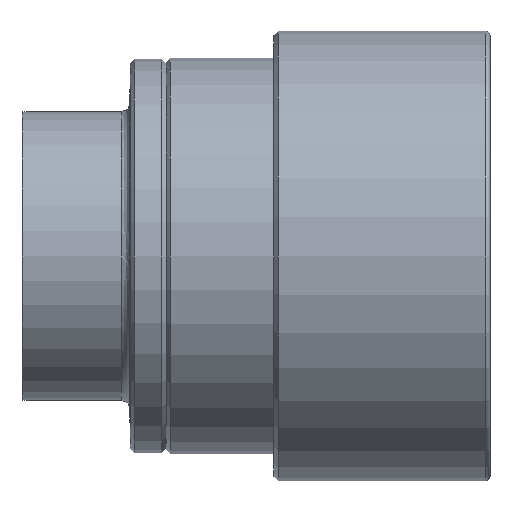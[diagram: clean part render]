
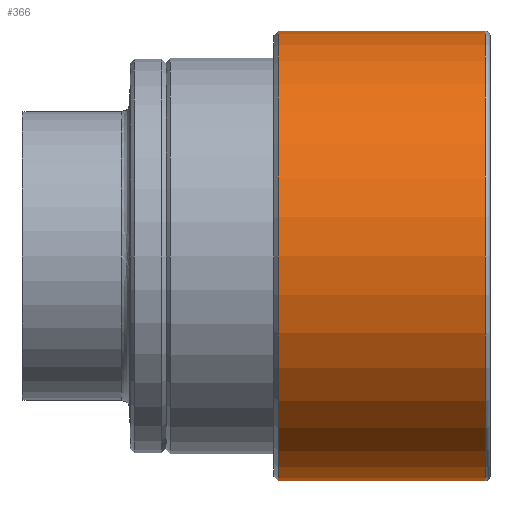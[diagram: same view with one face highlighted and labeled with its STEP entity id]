
A CAD part, front view. The second image highlights one B-rep face of the part: STEP entity #366.
In plain terms, the highlighted cylindrical face has radius 39.688 mm (diameter 79.375 mm), a full revolution.
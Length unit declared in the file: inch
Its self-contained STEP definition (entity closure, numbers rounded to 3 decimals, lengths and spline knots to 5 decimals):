
#124=CARTESIAN_POINT('',(11.32381,7.09583,0.));
#125=VERTEX_POINT('',#124);
#126=CARTESIAN_POINT('',(11.99881,7.09583,0.));
#127=VERTEX_POINT('',#126);
#128=CARTESIAN_POINT('',(11.32381,7.09583,0.));
#129=CARTESIAN_POINT('',(11.32381,7.09583,-0.0425));
#130=CARTESIAN_POINT('',(11.33239,7.09392,-0.08773));
#131=CARTESIAN_POINT('',(11.36703,7.08703,-0.17071));
#132=CARTESIAN_POINT('',(11.39309,7.08215,-0.20847));
#133=CARTESIAN_POINT('',(11.45297,7.07297,-0.26795));
#134=CARTESIAN_POINT('',(11.4908,7.06807,-0.29371));
#135=CARTESIAN_POINT('',(11.57377,7.06113,-0.32791));
#136=CARTESIAN_POINT('',(11.61892,7.05919,-0.33636));
#137=CARTESIAN_POINT('',(11.70375,7.05919,-0.33636));
#138=CARTESIAN_POINT('',(11.74893,7.06113,-0.3279));
#139=CARTESIAN_POINT('',(11.83196,7.06809,-0.29364));
#140=CARTESIAN_POINT('',(11.86981,7.07299,-0.26784));
#141=CARTESIAN_POINT('',(11.92965,7.08217,-0.20832));
#142=CARTESIAN_POINT('',(11.95567,7.08704,-0.17057));
#143=CARTESIAN_POINT('',(11.99025,7.09392,-0.08765));
#144=CARTESIAN_POINT('',(11.99881,7.09583,-0.04246));
#145=CARTESIAN_POINT('',(11.99881,7.09583,0.));
#146=B_SPLINE_CURVE_WITH_KNOTS('',3,(#128,#129,#130,#131,#132,#133,#134,#135,#136,#137,#138,#139,#140,#141,#142,#143,#144,#145),.UNSPECIFIED.,.F.,.U.,(4,2,2,2,2,2,2,2,4),(0.50938,0.63689,0.76439,0.89158,1.01877,1.14607,1.27337,1.40076,1.52815),.UNSPECIFIED.);
#147=EDGE_CURVE('',#125,#127,#146,.T.);
#149=CARTESIAN_POINT('',(11.99881,7.09583,0.));
#150=CARTESIAN_POINT('',(11.99881,7.09583,0.04246));
#151=CARTESIAN_POINT('',(11.99025,7.09392,0.08765));
#152=CARTESIAN_POINT('',(11.95567,7.08704,0.17057));
#153=CARTESIAN_POINT('',(11.92965,7.08217,0.20832));
#154=CARTESIAN_POINT('',(11.86981,7.07299,0.26784));
#155=CARTESIAN_POINT('',(11.83196,7.06809,0.29364));
#156=CARTESIAN_POINT('',(11.74893,7.06113,0.3279));
#157=CARTESIAN_POINT('',(11.70375,7.05919,0.33636));
#158=CARTESIAN_POINT('',(11.66131,7.05919,0.33636));
#159=CARTESIAN_POINT('',(11.61892,7.05919,0.33636));
#160=CARTESIAN_POINT('',(11.57377,7.06113,0.32791));
#161=CARTESIAN_POINT('',(11.4908,7.06807,0.29371));
#162=CARTESIAN_POINT('',(11.45297,7.07297,0.26795));
#163=CARTESIAN_POINT('',(11.39309,7.08215,0.20847));
#164=CARTESIAN_POINT('',(11.36703,7.08703,0.17071));
#165=CARTESIAN_POINT('',(11.33239,7.09392,0.08773));
#166=CARTESIAN_POINT('',(11.32381,7.09583,0.0425));
#167=CARTESIAN_POINT('',(11.32381,7.09583,0.));
#168=B_SPLINE_CURVE_WITH_KNOTS('',3,(#149,#150,#151,#152,#153,#154,#155,#156,#157,#158,#159,#160,#161,#162,#163,#164,#165,#166,#167),.UNSPECIFIED.,.F.,.U.,(4,2,2,2,3,2,2,2,4),(1.52815,1.65555,1.78294,1.91024,2.03754,2.16473,2.29191,2.41942,2.54692),.UNSPECIFIED.);
#169=EDGE_CURVE('',#127,#125,#168,.T.);
#328=CARTESIAN_POINT('',(11.25381,3.97083,0.));
#329=VERTEX_POINT('',#328);
#330=CARTESIAN_POINT('',(11.25381,5.53333,0.0));
#331=DIRECTION('',(1.0,0.0,0.0));
#332=DIRECTION('',(0.0,-1.0,0.0));
#333=AXIS2_PLACEMENT_3D('',#330,#331,#332);
#334=CIRCLE('',#333,1.5625);
#335=EDGE_CURVE('',#329,#329,#334,.T.);
#343=CARTESIAN_POINT('',(11.97319,5.53333,0.0));
#344=DIRECTION('',(1.0,0.0,0.0));
#345=DIRECTION('',(0.0,-1.0,0.0));
#346=AXIS2_PLACEMENT_3D('',#343,#344,#345);
#347=CYLINDRICAL_SURFACE('',#346,1.5625);
#348=CARTESIAN_POINT('',(12.69256,3.97083,0.));
#349=VERTEX_POINT('',#348);
#350=CARTESIAN_POINT('',(12.69256,5.53333,0.0));
#351=DIRECTION('',(1.0,0.0,0.0));
#352=DIRECTION('',(0.0,-1.0,0.0));
#353=AXIS2_PLACEMENT_3D('',#350,#351,#352);
#354=CIRCLE('',#353,1.5625);
#355=EDGE_CURVE('',#349,#349,#354,.T.);
#356=ORIENTED_EDGE('',*,*,#355,.F.);
#357=EDGE_LOOP('',(#356));
#358=FACE_OUTER_BOUND('',#357,.T.);
#359=ORIENTED_EDGE('',*,*,#147,.T.);
#360=ORIENTED_EDGE('',*,*,#169,.T.);
#361=EDGE_LOOP('',(#359,#360));
#362=FACE_BOUND('',#361,.T.);
#363=ORIENTED_EDGE('',*,*,#335,.T.);
#364=EDGE_LOOP('',(#363));
#365=FACE_BOUND('',#364,.T.);
#366=ADVANCED_FACE('',(#358,#362,#365),#347,.T.);
